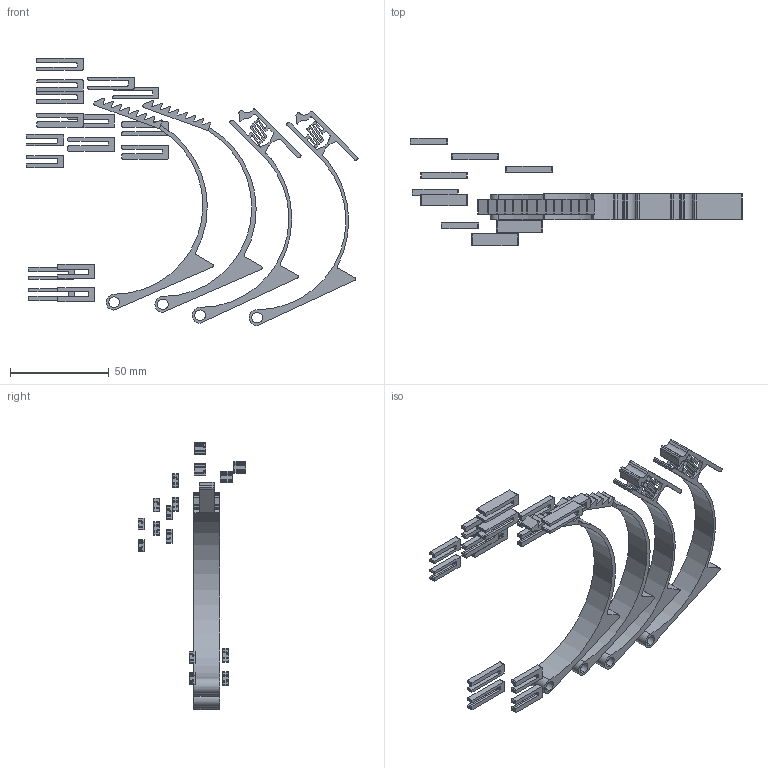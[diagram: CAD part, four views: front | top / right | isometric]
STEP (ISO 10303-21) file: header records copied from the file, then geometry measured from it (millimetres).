
FILE_DESCRIPTION (( 'STEP AP214' ), '1' );
FILE_NAME ('ArmBandforPrinting v4.STEP', '2024-01-21T15:28:23', ( '' ), ( '' ), 'SwSTEP 2.0', 'SolidWorks 2023', '' );
FILE_SCHEMA (( 'AUTOMOTIVE_DESIGN' ));
Length unit declared in the file: millimetre
Products named in the file (11): HRclip v5; HRclip v3; HRclip v6; HRclip v4; ArmBandforPrinting v4; HRclip v2; Arm Clamp inner v3.2; HRclip v7; HRclip v1; HRclip v8; Arm Clamp v3.1
Assembly tree (13 placements, depth 2):
  ArmBandforPrinting v4
    Arm Clamp v3.1  x2
    Arm Clamp inner v3.2  x2
    HRclip v8
    HRclip v7
    HRclip v6
    HRclip v5
    HRclip v4
    HRclip v3
    HRclip v2
    HRclip v1  x2
Bounding box: 168.07 x 54.41 x 135.21 mm (x, y, z)
Volume: 33616.4 mm3; surface area: 34290.1 mm2
Topology: 20 solids, 20 shells, 822 faces, 2370 edges, 1580 vertices
Faces by surface type: cylinder 428, plane 394
Entity records: 18955 total; most frequent: DIRECTION 3332, CARTESIAN_POINT 3250, ORIENTED_EDGE 3204, EDGE_CURVE 1602, AXIS2_PLACEMENT_3D 1150, VERTEX_POINT 1068, VECTOR 1032, LINE 1032
